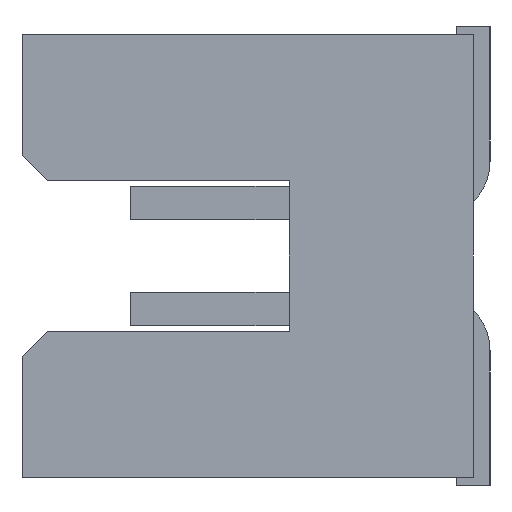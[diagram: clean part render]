
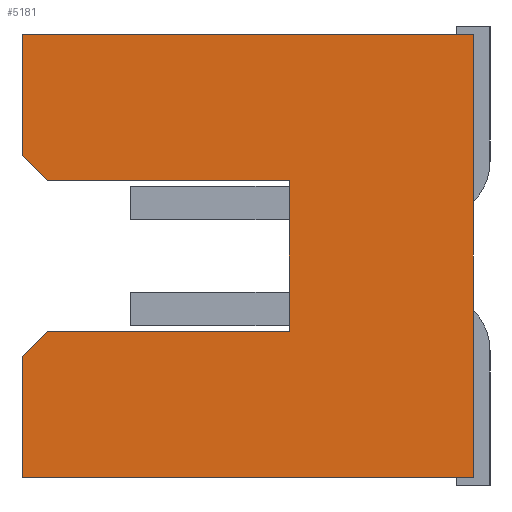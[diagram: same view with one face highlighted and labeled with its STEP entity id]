
A CAD part, left-side view. The second image highlights one B-rep face of the part: STEP entity #5181.
In plain terms, the highlighted planar face has unit normal (-1, 0, 0).
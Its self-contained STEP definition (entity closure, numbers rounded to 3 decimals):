
#25=DIRECTION('',(0.,0.,1.));
#26=VECTOR('',#25,5.3);
#27=CARTESIAN_POINT('',(-7.845,0.,-2.65));
#28=LINE('3943',#27,#26);
#41=DIRECTION('',(0.,1.,0.));
#42=VECTOR('',#41,5.4);
#43=CARTESIAN_POINT('',(-7.845,0.,2.65));
#44=LINE('3948',#43,#42);
#49=DIRECTION('',(0.,0.707,-0.707));
#50=VECTOR('',#49,0.424);
#51=CARTESIAN_POINT('',(-7.845,5.1,-0.9));
#52=LINE('3965',#51,#50);
#53=DIRECTION('',(0.,1.,0.));
#54=VECTOR('',#53,2.9);
#55=CARTESIAN_POINT('',(-7.845,2.2,-0.9));
#56=LINE('3969',#55,#54);
#57=DIRECTION('',(0.,0.,-1.));
#58=VECTOR('',#57,1.8);
#59=CARTESIAN_POINT('',(-7.845,2.2,0.9));
#60=LINE('3968',#59,#58);
#61=DIRECTION('',(0.,-1.,0.));
#62=VECTOR('',#61,2.9);
#63=CARTESIAN_POINT('',(-7.845,5.1,0.9));
#64=LINE('3967',#63,#62);
#65=DIRECTION('',(0.,-0.707,-0.707));
#66=VECTOR('',#65,0.424);
#67=CARTESIAN_POINT('',(-7.845,5.4,1.2));
#68=LINE('3966',#67,#66);
#69=DIRECTION('',(0.,1.,0.));
#70=VECTOR('',#69,5.4);
#71=CARTESIAN_POINT('',(-7.845,0.,-2.65));
#72=LINE('3947',#71,#70);
#81=DIRECTION('',(0.,0.,1.));
#82=VECTOR('',#81,1.45);
#83=CARTESIAN_POINT('',(-7.845,5.4,-2.65));
#84=LINE('3985',#83,#82);
#897=DIRECTION('',(0.,0.,1.));
#898=VECTOR('',#897,1.45);
#899=CARTESIAN_POINT('',(-7.845,5.4,1.2));
#900=LINE('3986',#899,#898);
#3873=CARTESIAN_POINT('',(-7.845,0.,-2.65));
#3874=CARTESIAN_POINT('',(-7.845,0.,2.65));
#3875=VERTEX_POINT('',#3873);
#3876=VERTEX_POINT('',#3874);
#3881=CARTESIAN_POINT('',(-7.845,5.4,2.65));
#3883=VERTEX_POINT('',#3881);
#3886=CARTESIAN_POINT('',(-7.845,5.4,-2.65));
#3888=VERTEX_POINT('',#3886);
#3905=CARTESIAN_POINT('',(-7.845,5.4,-1.2));
#3907=VERTEX_POINT('',#3905);
#3913=CARTESIAN_POINT('',(-7.845,5.4,1.2));
#3915=VERTEX_POINT('',#3913);
#3921=CARTESIAN_POINT('',(-7.845,5.1,-0.9));
#3922=VERTEX_POINT('',#3921);
#3923=CARTESIAN_POINT('',(-7.845,5.1,0.9));
#3924=VERTEX_POINT('',#3923);
#3925=CARTESIAN_POINT('',(-7.845,2.2,0.9));
#3926=VERTEX_POINT('',#3925);
#3927=CARTESIAN_POINT('',(-7.845,2.2,-0.9));
#3928=VERTEX_POINT('',#3927);
#5156=CARTESIAN_POINT('',(-7.845,0.,-2.65));
#5157=DIRECTION('',(-1.,0.,0.));
#5158=DIRECTION('',(0.,0.,1.));
#5159=AXIS2_PLACEMENT_3D('',#5156,#5157,#5158);
#5160=PLANE('3577',#5159);
#5162=ORIENTED_EDGE('3965',*,*,#5161,.F.);
#5164=ORIENTED_EDGE('3969',*,*,#5163,.F.);
#5166=ORIENTED_EDGE('3968',*,*,#5165,.F.);
#5168=ORIENTED_EDGE('3967',*,*,#5167,.F.);
#5170=ORIENTED_EDGE('3966',*,*,#5169,.F.);
#5172=ORIENTED_EDGE('3986',*,*,#5171,.T.);
#5173=ORIENTED_EDGE('3948',*,*,#5141,.F.);
#5174=ORIENTED_EDGE('3943',*,*,#5114,.F.);
#5176=ORIENTED_EDGE('3947',*,*,#5175,.T.);
#5178=ORIENTED_EDGE('3985',*,*,#5177,.T.);
#5179=EDGE_LOOP('3577',(#5162,#5164,#5166,#5168,#5170,#5172,#5173,#5174,#5176,
#5178));
#5180=FACE_OUTER_BOUND('3577',#5179,.F.);
#5181=ADVANCED_FACE('3577',(#5180),#5160,.T.);
#5114=EDGE_CURVE('3943',#3875,#3876,#28,.T.);
#5141=EDGE_CURVE('3948',#3876,#3883,#44,.T.);
#5161=EDGE_CURVE('3965',#3922,#3907,#52,.T.);
#5163=EDGE_CURVE('3969',#3928,#3922,#56,.T.);
#5165=EDGE_CURVE('3968',#3926,#3928,#60,.T.);
#5167=EDGE_CURVE('3967',#3924,#3926,#64,.T.);
#5169=EDGE_CURVE('3966',#3915,#3924,#68,.T.);
#5171=EDGE_CURVE('3986',#3915,#3883,#900,.T.);
#5175=EDGE_CURVE('3947',#3875,#3888,#72,.T.);
#5177=EDGE_CURVE('3985',#3888,#3907,#84,.T.);
